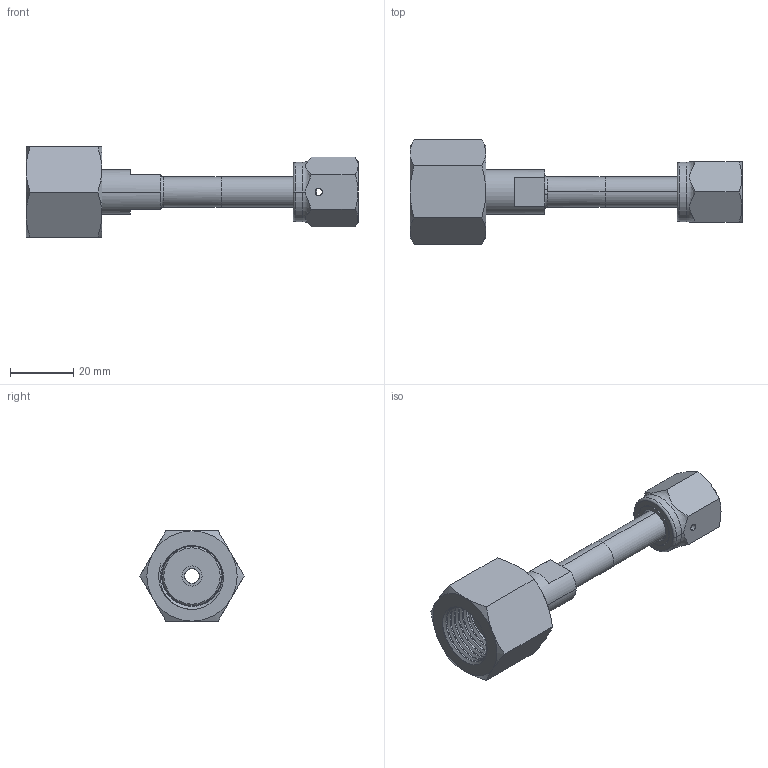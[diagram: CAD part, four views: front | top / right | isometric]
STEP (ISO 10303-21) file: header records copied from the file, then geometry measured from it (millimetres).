
FILE_DESCRIPTION (( 'STEP AP203' ), '1' );
FILE_NAME ('INL-320SS-4FFS.STEP', '2025-08-28T17:34:08', ( '' ), ( '' ), 'SwSTEP 2.0', 'SolidWorks 2018', '' );
FILE_SCHEMA (( 'CONFIG_CONTROL_DESIGN' ));
Length unit declared in the file: inch
Products named in the file (6): PRT-000425; PRT-001187; PRT-000152; PRT-000383; INL-320SS-4FFS; PRT-000033
Assembly tree (5 placements, depth 2):
  INL-320SS-4FFS
    PRT-000152
    PRT-000383
    PRT-000425
    PRT-000033
    PRT-001187
Bounding box: 105.1 x 33 x 28.57 mm (x, y, z)
Volume: 20916.6 mm3; surface area: 13263.6 mm2
Topology: 5 solids, 5 shells, 165 faces, 537 edges, 394 vertices
Faces by surface type: cylinder 56, cone 44, plane 42, torus 18, bspline 5
Entity records: 12118 total; most frequent: CARTESIAN_POINT 6972, ORIENTED_EDGE 1074, DIRECTION 796, EDGE_CURVE 537, VERTEX_POINT 394, AXIS2_PLACEMENT_3D 334, B_SPLINE_CURVE_WITH_KNOTS 243, EDGE_LOOP 191
